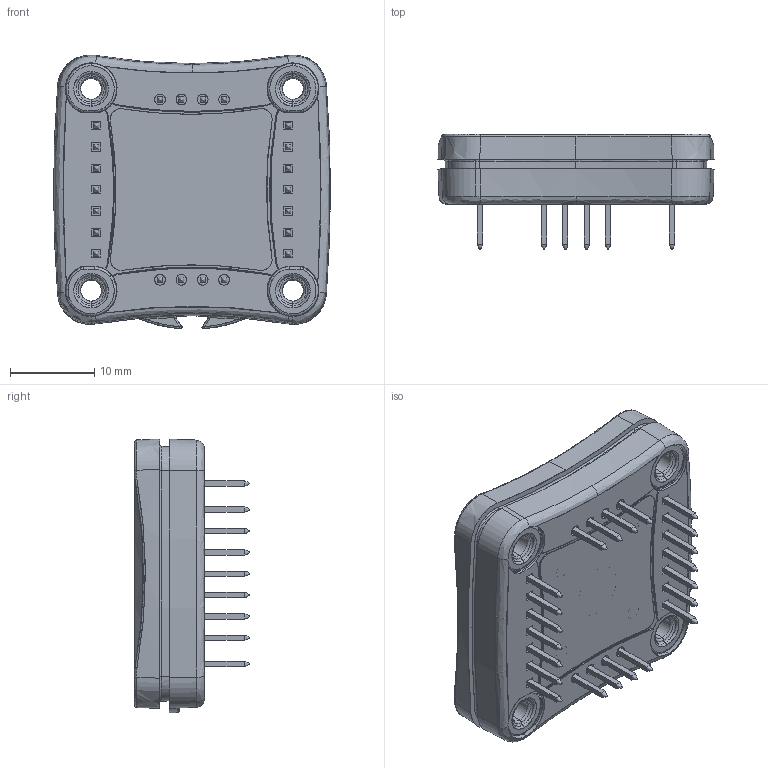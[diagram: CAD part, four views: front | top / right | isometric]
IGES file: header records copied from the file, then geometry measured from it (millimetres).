
Start section: SolidWorks IGES file using analytic representation for surfaces
Global section: file name: WTCP-5V5A00000A.IGS; native system: SolidWorks 2012; preprocessor: SolidWorks 2012; author: gniebel; date: 121015.154500; units: inch
Bounding box: 32.93 x 13.7 x 32.58 mm (x, y, z)
Surface area: 9357.8 mm2 (no closed solid volume)
Topology: 0 solids, 0 shells, 1415 faces, 10359 edges, 10299 vertices
Faces by surface type: bspline 1009, revolution 406
